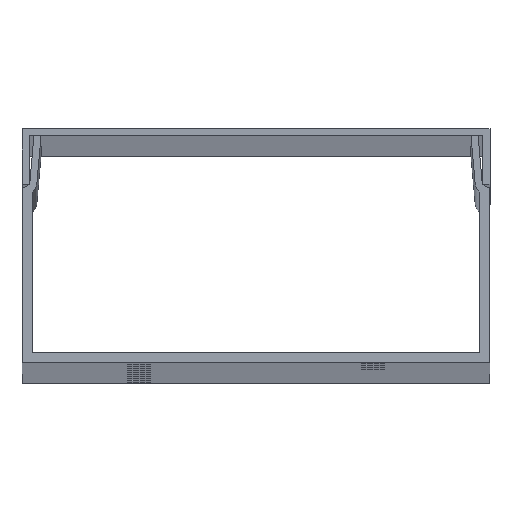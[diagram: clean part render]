
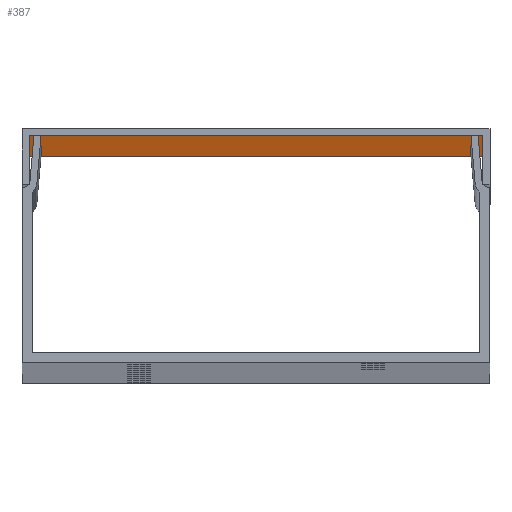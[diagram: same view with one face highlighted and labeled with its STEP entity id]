
A CAD part, top view. The second image highlights one B-rep face of the part: STEP entity #387.
In plain terms, the highlighted planar face has unit normal (0, -1, 0).
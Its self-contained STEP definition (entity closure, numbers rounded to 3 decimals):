
#18 = ORIENTED_EDGE ( 'NONE', *, *, #2286, .F. ) ;
#28 = VERTEX_POINT ( 'NONE', #1019 ) ;
#36 = FACE_OUTER_BOUND ( 'NONE', #1281, .T. ) ;
#319 = VERTEX_POINT ( 'NONE', #1305 ) ;
#347 = DIRECTION ( 'NONE',  ( 1., 0., 0. ) ) ;
#382 = AXIS2_PLACEMENT_3D ( 'NONE', #2360, #2326, #818 ) ;
#387 = ADVANCED_FACE ( 'NONE', ( #36 ), #711, .T. ) ;
#413 = LINE ( 'NONE', #1840, #585 ) ;
#456 = ORIENTED_EDGE ( 'NONE', *, *, #1915, .T. ) ;
#509 = VECTOR ( 'NONE', #1951, 1000. ) ;
#549 = EDGE_CURVE ( 'NONE', #1940, #28, #966, .T. ) ;
#585 = VECTOR ( 'NONE', #347, 1000. ) ;
#711 = PLANE ( 'NONE',  #382 ) ;
#721 = EDGE_CURVE ( 'NONE', #319, #28, #413, .T. ) ;
#818 = DIRECTION ( 'NONE',  ( 1., 0., 0. ) ) ;
#955 = CARTESIAN_POINT ( 'NONE',  ( -38.8, 38.8, -1000. ) ) ;
#966 = LINE ( 'NONE', #1495, #1227 ) ;
#1019 = CARTESIAN_POINT ( 'NONE',  ( 38.8, 38.8, 1000. ) ) ;
#1026 = VERTEX_POINT ( 'NONE', #2419 ) ;
#1227 = VECTOR ( 'NONE', #1524, 1000. ) ;
#1281 = EDGE_LOOP ( 'NONE', ( #1665, #1384, #18, #456 ) ) ;
#1289 = LINE ( 'NONE', #2171, #509 ) ;
#1305 = CARTESIAN_POINT ( 'NONE',  ( -38.8, 38.8, 1000. ) ) ;
#1384 = ORIENTED_EDGE ( 'NONE', *, *, #721, .F. ) ;
#1495 = CARTESIAN_POINT ( 'NONE',  ( 38.8, 38.8, -1000. ) ) ;
#1524 = DIRECTION ( 'NONE',  ( 0., 0., 1. ) ) ;
#1665 = ORIENTED_EDGE ( 'NONE', *, *, #549, .T. ) ;
#1695 = LINE ( 'NONE', #955, #2005 ) ;
#1840 = CARTESIAN_POINT ( 'NONE',  ( 38.8, 38.8, 1000. ) ) ;
#1915 = EDGE_CURVE ( 'NONE', #1026, #1940, #1695, .T. ) ;
#1940 = VERTEX_POINT ( 'NONE', #2164 ) ;
#1951 = DIRECTION ( 'NONE',  ( 0., 0., 1. ) ) ;
#1972 = DIRECTION ( 'NONE',  ( 1., 0., 0. ) ) ;
#2005 = VECTOR ( 'NONE', #1972, 1000. ) ;
#2164 = CARTESIAN_POINT ( 'NONE',  ( 38.8, 38.8, -1000. ) ) ;
#2171 = CARTESIAN_POINT ( 'NONE',  ( -38.8, 38.8, -1000. ) ) ;
#2286 = EDGE_CURVE ( 'NONE', #1026, #319, #1289, .T. ) ;
#2326 = DIRECTION ( 'NONE',  ( 0., -1., 0. ) ) ;
#2360 = CARTESIAN_POINT ( 'NONE',  ( 38.8, 38.8, -1000. ) ) ;
#2419 = CARTESIAN_POINT ( 'NONE',  ( -38.8, 38.8, -1000. ) ) ;
